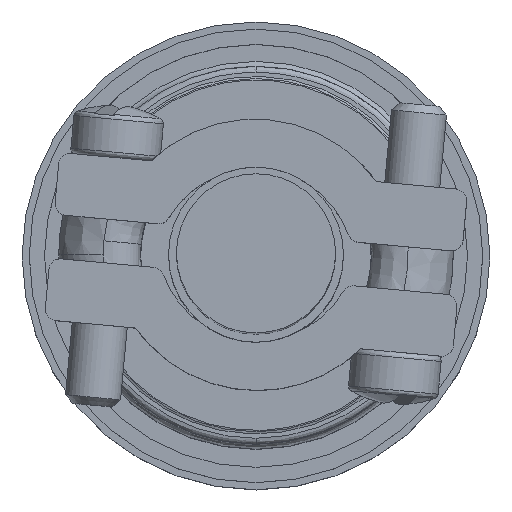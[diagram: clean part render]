
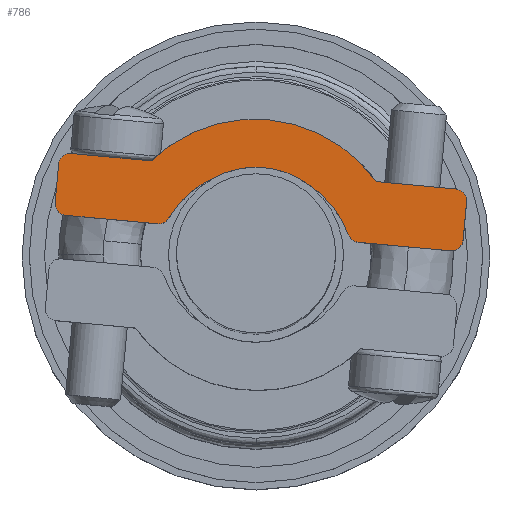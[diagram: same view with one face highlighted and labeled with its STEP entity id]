
A CAD part, top view. The second image highlights one B-rep face of the part: STEP entity #786.
In plain terms, the highlighted planar face has unit normal (0, 0, 1).
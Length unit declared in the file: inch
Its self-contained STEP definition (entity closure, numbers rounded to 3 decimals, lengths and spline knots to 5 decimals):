
#497 = EDGE_CURVE ( 'NONE', #498, #499, #5757, .T. ) ;
#498 = VERTEX_POINT ( 'NONE', #5730 ) ;
#499 = VERTEX_POINT ( 'NONE', #5729 ) ;
#517 = EDGE_CURVE ( 'NONE', #518, #519, #5776, .T. ) ;
#518 = VERTEX_POINT ( 'NONE', #5772 ) ;
#519 = VERTEX_POINT ( 'NONE', #5771 ) ;
#531 = EDGE_CURVE ( 'NONE', #532, #533, #5819, .T. ) ;
#532 = VERTEX_POINT ( 'NONE', #5815 ) ;
#533 = VERTEX_POINT ( 'NONE', #5814 ) ;
#559 = VERTEX_POINT ( 'NONE', #5860 ) ;
#561 = EDGE_CURVE ( 'NONE', #562, #559, #5859, .T. ) ;
#562 = VERTEX_POINT ( 'NONE', #5854 ) ;
#713 = VERTEX_POINT ( 'NONE', #6413 ) ;
#755 = ORIENTED_EDGE ( 'NONE', *, *, #756, .F. ) ;
#756 = EDGE_CURVE ( 'NONE', #757, #533, #6541, .T. ) ;
#757 = VERTEX_POINT ( 'NONE', #6537 ) ;
#758 = ORIENTED_EDGE ( 'NONE', *, *, #759, .T. ) ;
#759 = EDGE_CURVE ( 'NONE', #757, #760, #6536, .T. ) ;
#760 = VERTEX_POINT ( 'NONE', #6531 ) ;
#761 = ORIENTED_EDGE ( 'NONE', *, *, #762, .F. ) ;
#762 = EDGE_CURVE ( 'NONE', #498, #760, #6598, .T. ) ;
#763 = ORIENTED_EDGE ( 'NONE', *, *, #497, .T. ) ;
#765 = ORIENTED_EDGE ( 'NONE', *, *, #561, .T. ) ;
#766 = ORIENTED_EDGE ( 'NONE', *, *, #767, .F. ) ;
#767 = EDGE_CURVE ( 'NONE', #1890, #559, #6594, .T. ) ;
#768 = ORIENTED_EDGE ( 'NONE', *, *, #1889, .T. ) ;
#769 = ORIENTED_EDGE ( 'NONE', *, *, #770, .F. ) ;
#770 = EDGE_CURVE ( 'NONE', #771, #1891, #6589, .T. ) ;
#771 = VERTEX_POINT ( 'NONE', #6584 ) ;
#772 = ORIENTED_EDGE ( 'NONE', *, *, #773, .T. ) ;
#773 = EDGE_CURVE ( 'NONE', #771, #774, #6583, .T. ) ;
#774 = VERTEX_POINT ( 'NONE', #6578 ) ;
#775 = ORIENTED_EDGE ( 'NONE', *, *, #776, .F. ) ;
#776 = EDGE_CURVE ( 'NONE', #713, #774, #6577, .T. ) ;
#786 = ADVANCED_FACE ( 'NONE', ( #6600 ), #6599, .T. ) ;
#787 = EDGE_LOOP ( 'NONE', ( #788, #789, #765, #766, #768, #769, #772, #775, #841, #842, #844, #755, #758, #761, #763, #827 ) ) ;
#788 = ORIENTED_EDGE ( 'NONE', *, *, #517, .T. ) ;
#789 = ORIENTED_EDGE ( 'NONE', *, *, #790, .F. ) ;
#790 = EDGE_CURVE ( 'NONE', #562, #519, #6655, .T. ) ;
#797 = VERTEX_POINT ( 'NONE', #6640 ) ;
#799 = EDGE_CURVE ( 'NONE', #713, #797, #6639, .T. ) ;
#827 = ORIENTED_EDGE ( 'NONE', *, *, #828, .F. ) ;
#828 = EDGE_CURVE ( 'NONE', #518, #499, #6718, .T. ) ;
#841 = ORIENTED_EDGE ( 'NONE', *, *, #799, .T. ) ;
#842 = ORIENTED_EDGE ( 'NONE', *, *, #843, .F. ) ;
#843 = EDGE_CURVE ( 'NONE', #532, #797, #6751, .T. ) ;
#844 = ORIENTED_EDGE ( 'NONE', *, *, #531, .T. ) ;
#1889 = EDGE_CURVE ( 'NONE', #1890, #1891, #11199, .T. ) ;
#1890 = VERTEX_POINT ( 'NONE', #11236 ) ;
#1891 = VERTEX_POINT ( 'NONE', #11235 ) ;
#5729 = CARTESIAN_POINT ( 'NONE',  ( -0.49619, 0.22754, 1.36197 ) ) ;
#5730 = CARTESIAN_POINT ( 'NONE',  ( -0.46357, 0.25466, 1.36197 ) ) ;
#5731 = DIRECTION ( 'NONE',  ( -1., 0., 0. ) ) ;
#5732 = DIRECTION ( 'NONE',  ( 0., 0., 1. ) ) ;
#5743 = CARTESIAN_POINT ( 'NONE',  ( -0.46632, 0.22479, 1.36197 ) ) ;
#5744 = AXIS2_PLACEMENT_3D ( 'NONE', #5743, #5732, #5731 ) ;
#5757 = CIRCLE ( 'NONE', #5744, 0.03 ) ;
#5771 = CARTESIAN_POINT ( 'NONE',  ( -0.4779, 0.09932, 1.36197 ) ) ;
#5772 = CARTESIAN_POINT ( 'NONE',  ( -0.50501, 0.13195, 1.36197 ) ) ;
#5773 = DIRECTION ( 'NONE',  ( 0., -1., 0. ) ) ;
#5774 = DIRECTION ( 'NONE',  ( 0., 0., 1. ) ) ;
#5775 = AXIS2_PLACEMENT_3D ( 'NONE', #5781, #5774, #5773 ) ;
#5776 = CIRCLE ( 'NONE', #5775, 0.03 ) ;
#5781 = CARTESIAN_POINT ( 'NONE',  ( -0.47514, 0.12919, 1.36197 ) ) ;
#5814 = CARTESIAN_POINT ( 'NONE',  ( 0.50233, 0.16555, 1.36197 ) ) ;
#5815 = CARTESIAN_POINT ( 'NONE',  ( 0.52945, 0.13292, 1.36197 ) ) ;
#5816 = DIRECTION ( 'NONE',  ( -1., 0., 0. ) ) ;
#5817 = DIRECTION ( 'NONE',  ( 0., 0., 1. ) ) ;
#5818 = AXIS2_PLACEMENT_3D ( 'NONE', #5823, #5817, #5816 ) ;
#5819 = CIRCLE ( 'NONE', #5818, 0.03 ) ;
#5823 = CARTESIAN_POINT ( 'NONE',  ( 0.49958, 0.13568, 1.36197 ) ) ;
#5854 = CARTESIAN_POINT ( 'NONE',  ( -0.24733, 0.07805, 1.36197 ) ) ;
#5855 = DIRECTION ( 'NONE',  ( -1., 0., 0. ) ) ;
#5856 = DIRECTION ( 'NONE',  ( 0., 0., 1. ) ) ;
#5857 = CARTESIAN_POINT ( 'NONE',  ( -0.24457, 0.10792, 1.36197 ) ) ;
#5858 = AXIS2_PLACEMENT_3D ( 'NONE', #5857, #5856, #5855 ) ;
#5859 = CIRCLE ( 'NONE', #5858, 0.03 ) ;
#5860 = CARTESIAN_POINT ( 'NONE',  ( -0.2187, 0.09273, 1.36197 ) ) ;
#6413 = CARTESIAN_POINT ( 'NONE',  ( 0.488, 0.01021, 1.36197 ) ) ;
#6531 = CARTESIAN_POINT ( 'NONE',  ( -0.26332, 0.23619, 1.36197 ) ) ;
#6532 = DIRECTION ( 'NONE',  ( -1., 0., 0. ) ) ;
#6533 = DIRECTION ( 'NONE',  ( 0., 0., 1. ) ) ;
#6534 = CARTESIAN_POINT ( 'NONE',  ( -0.00312, -0.03386, 1.36197 ) ) ;
#6535 = AXIS2_PLACEMENT_3D ( 'NONE', #6534, #6533, #6532 ) ;
#6536 = CIRCLE ( 'NONE', #6535, 0.375 ) ;
#6537 = CARTESIAN_POINT ( 'NONE',  ( 0.30208, 0.18403, 1.36197 ) ) ;
#6538 = DIRECTION ( 'NONE',  ( 0.996, -0.092, 0. ) ) ;
#6539 = VECTOR ( 'NONE', #6538, 39.37008 ) ;
#6540 = CARTESIAN_POINT ( 'NONE',  ( 0.38275, 0.17659, 1.36197 ) ) ;
#6541 = LINE ( 'NONE', #6540, #6539 ) ;
#6574 = DIRECTION ( 'NONE',  ( -0.996, 0.092, 0. ) ) ;
#6575 = VECTOR ( 'NONE', #6574, 39.37008 ) ;
#6576 = CARTESIAN_POINT ( 'NONE',  ( 0.37272, 0.02085, 1.36197 ) ) ;
#6577 = LINE ( 'NONE', #6576, #6575 ) ;
#6578 = CARTESIAN_POINT ( 'NONE',  ( 0.25743, 0.03148, 1.36197 ) ) ;
#6579 = DIRECTION ( 'NONE',  ( 0., -1., 0. ) ) ;
#6580 = DIRECTION ( 'NONE',  ( 0., 0., 1. ) ) ;
#6581 = CARTESIAN_POINT ( 'NONE',  ( 0.26019, 0.06136, 1.36197 ) ) ;
#6582 = AXIS2_PLACEMENT_3D ( 'NONE', #6581, #6580, #6579 ) ;
#6583 = CIRCLE ( 'NONE', #6582, 0.03 ) ;
#6584 = CARTESIAN_POINT ( 'NONE',  ( 0.23198, 0.05116, 1.36197 ) ) ;
#6585 = DIRECTION ( 'NONE',  ( -1., 0., 0. ) ) ;
#6586 = DIRECTION ( 'NONE',  ( 0., 0., 1. ) ) ;
#6587 = CARTESIAN_POINT ( 'NONE',  ( -0.00312, -0.03386, 1.36197 ) ) ;
#6588 = AXIS2_PLACEMENT_3D ( 'NONE', #6587, #6586, #6585 ) ;
#6589 = CIRCLE ( 'NONE', #6588, 0.25 ) ;
#6590 = DIRECTION ( 'NONE',  ( -1., 0., 0. ) ) ;
#6591 = DIRECTION ( 'NONE',  ( 0., 0., 1. ) ) ;
#6592 = CARTESIAN_POINT ( 'NONE',  ( -0.00312, -0.03386, 1.36197 ) ) ;
#6593 = AXIS2_PLACEMENT_3D ( 'NONE', #6592, #6591, #6590 ) ;
#6594 = CIRCLE ( 'NONE', #6593, 0.25 ) ;
#6595 = DIRECTION ( 'NONE',  ( 0.996, -0.092, 0. ) ) ;
#6596 = VECTOR ( 'NONE', #6595, 39.37008 ) ;
#6597 = CARTESIAN_POINT ( 'NONE',  ( -0.34331, 0.24357, 1.36197 ) ) ;
#6598 = LINE ( 'NONE', #6597, #6596 ) ;
#6599 = PLANE ( 'NONE',  #6659 ) ;
#6600 = FACE_OUTER_BOUND ( 'NONE', #787, .T. ) ;
#6635 = DIRECTION ( 'NONE',  ( -1., 0., 0. ) ) ;
#6636 = DIRECTION ( 'NONE',  ( 0., 0., 1. ) ) ;
#6637 = CARTESIAN_POINT ( 'NONE',  ( 0.49076, 0.04009, 1.36197 ) ) ;
#6638 = AXIS2_PLACEMENT_3D ( 'NONE', #6637, #6636, #6635 ) ;
#6639 = CIRCLE ( 'NONE', #6638, 0.03 ) ;
#6640 = CARTESIAN_POINT ( 'NONE',  ( 0.52063, 0.03733, 1.36197 ) ) ;
#6652 = DIRECTION ( 'NONE',  ( -0.996, 0.092, 0. ) ) ;
#6653 = VECTOR ( 'NONE', #6652, 39.37008 ) ;
#6654 = CARTESIAN_POINT ( 'NONE',  ( -0.36261, 0.08869, 1.36197 ) ) ;
#6655 = LINE ( 'NONE', #6654, #6653 ) ;
#6656 = DIRECTION ( 'NONE',  ( 1., 0., 0. ) ) ;
#6657 = DIRECTION ( 'NONE',  ( 0., 0., 1. ) ) ;
#6658 = CARTESIAN_POINT ( 'NONE',  ( -0.51135, 0.0081, 1.36197 ) ) ;
#6659 = AXIS2_PLACEMENT_3D ( 'NONE', #6658, #6657, #6656 ) ;
#6715 = DIRECTION ( 'NONE',  ( 0.092, 0.996, 0. ) ) ;
#6716 = VECTOR ( 'NONE', #6715, 39.37008 ) ;
#6717 = CARTESIAN_POINT ( 'NONE',  ( -0.5006, 0.17975, 1.36197 ) ) ;
#6718 = LINE ( 'NONE', #6717, #6716 ) ;
#6748 = DIRECTION ( 'NONE',  ( -0.092, -0.996, 0. ) ) ;
#6749 = VECTOR ( 'NONE', #6748, 39.37008 ) ;
#6750 = CARTESIAN_POINT ( 'NONE',  ( 0.52504, 0.08513, 1.36197 ) ) ;
#6751 = LINE ( 'NONE', #6750, #6749 ) ;
#11193 = CARTESIAN_POINT ( 'NONE',  ( 0., 0., 1.36197 ) ) ;
#11194 = AXIS2_PLACEMENT_3D ( 'NONE', #11193, #11238, #11237 ) ;
#11199 = CIRCLE ( 'NONE', #11194, 0.22 ) ;
#11235 = CARTESIAN_POINT ( 'NONE',  ( 0.12732, 0.17942, 1.36197 ) ) ;
#11236 = CARTESIAN_POINT ( 'NONE',  ( -0.09235, 0.19968, 1.36197 ) ) ;
#11237 = DIRECTION ( 'NONE',  ( 1., 0., 0. ) ) ;
#11238 = DIRECTION ( 'NONE',  ( 0., 0., -1. ) ) ;
